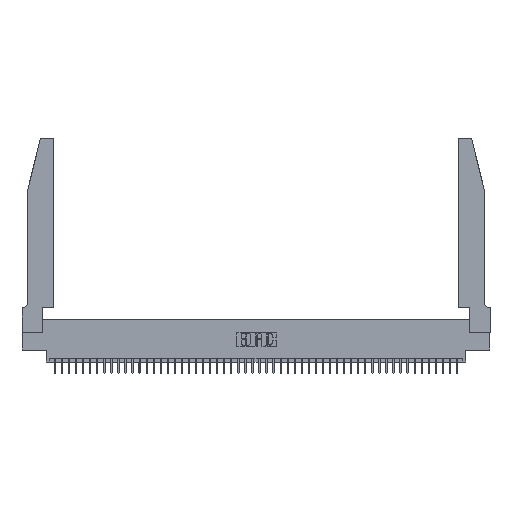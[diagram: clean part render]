
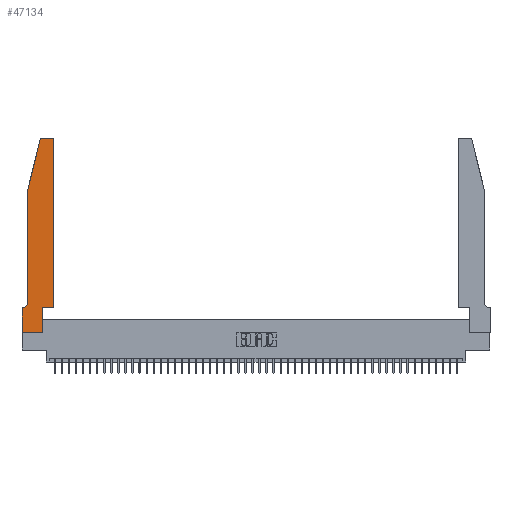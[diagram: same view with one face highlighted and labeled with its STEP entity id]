
A CAD part, top view. The second image highlights one B-rep face of the part: STEP entity #47134.
In plain terms, the highlighted planar face has unit normal (0, 0, 1).
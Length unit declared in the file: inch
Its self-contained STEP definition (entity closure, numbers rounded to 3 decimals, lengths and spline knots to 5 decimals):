
#165 = DIRECTION ( 'NONE',  ( 0., 0., 1. ) ) ;
#248 = ORIENTED_EDGE ( 'NONE', *, *, #8138, .T. ) ;
#602 = CARTESIAN_POINT ( 'NONE',  ( 0.2865, 0., 0.37 ) ) ;
#1228 = CARTESIAN_POINT ( 'NONE',  ( 0.0755, 2., 0.37 ) ) ;
#1435 = CARTESIAN_POINT ( 'NONE',  ( 0.0755, 2., 0.37 ) ) ;
#1603 = ORIENTED_EDGE ( 'NONE', *, *, #4050, .T. ) ;
#1824 = ORIENTED_EDGE ( 'NONE', *, *, #41727, .T. ) ;
#1874 = CARTESIAN_POINT ( 'NONE',  ( 0.25487, 2.72718, 0.37 ) ) ;
#2460 = LINE ( 'NONE', #13024, #21109 ) ;
#3106 = LINE ( 'NONE', #39507, #31740 ) ;
#3114 = CARTESIAN_POINT ( 'NONE',  ( 0.0055, 0.42, 0.37 ) ) ;
#3291 = VERTEX_POINT ( 'NONE', #31370 ) ;
#3432 = DIRECTION ( 'NONE',  ( -1., 0., 0. ) ) ;
#3588 = EDGE_LOOP ( 'NONE', ( #1824, #42309, #1603, #35558, #35333, #5681, #16573, #48180, #12000, #26313, #248, #13648 ) ) ;
#3819 = LINE ( 'NONE', #27005, #34196 ) ;
#3957 = VERTEX_POINT ( 'NONE', #20815 ) ;
#4050 = EDGE_CURVE ( 'NONE', #39055, #19141, #29505, .T. ) ;
#4075 = DIRECTION ( 'NONE',  ( 1., 0., 0. ) ) ;
#5061 = EDGE_CURVE ( 'NONE', #3291, #33352, #3106, .T. ) ;
#5681 = ORIENTED_EDGE ( 'NONE', *, *, #18117, .T. ) ;
#6021 = CARTESIAN_POINT ( 'NONE',  ( 0.4505, 2.72, 0.37 ) ) ;
#6502 = DIRECTION ( 'NONE',  ( 1., 0., 0. ) ) ;
#7261 = CARTESIAN_POINT ( 'NONE',  ( 0.284, 2.72, 0.37 ) ) ;
#7848 = CARTESIAN_POINT ( 'NONE',  ( 0.4205, 2.72, 0.37 ) ) ;
#7988 = EDGE_CURVE ( 'NONE', #21483, #39055, #11422, .T. ) ;
#7990 = PLANE ( 'NONE',  #10518 ) ;
#8138 = EDGE_CURVE ( 'NONE', #33352, #36159, #34207, .T. ) ;
#8960 = DIRECTION ( 'NONE',  ( 0., -1., 0. ) ) ;
#10060 = VECTOR ( 'NONE', #15010, 39.37008 ) ;
#10518 = AXIS2_PLACEMENT_3D ( 'NONE', #22683, #165, #4075 ) ;
#10637 = EDGE_CURVE ( 'NONE', #46606, #3957, #2460, .T. ) ;
#11053 = CIRCLE ( 'NONE', #44338, 0.03 ) ;
#11422 = CIRCLE ( 'NONE', #45151, 0.03 ) ;
#11425 = EDGE_CURVE ( 'NONE', #32018, #25398, #24574, .T. ) ;
#11487 = CARTESIAN_POINT ( 'NONE',  ( 0.2865, 0.35, 0.37 ) ) ;
#11956 = VECTOR ( 'NONE', #41492, 39.37008 ) ;
#12000 = ORIENTED_EDGE ( 'NONE', *, *, #30750, .T. ) ;
#12683 = EDGE_CURVE ( 'NONE', #19141, #32018, #24297, .T. ) ;
#13024 = CARTESIAN_POINT ( 'NONE',  ( 0., 0., 0.37 ) ) ;
#13494 = EDGE_CURVE ( 'NONE', #3957, #16158, #30649, .T. ) ;
#13648 = ORIENTED_EDGE ( 'NONE', *, *, #36508, .T. ) ;
#15010 = DIRECTION ( 'NONE',  ( -1., 0., 0. ) ) ;
#15055 = DIRECTION ( 'NONE',  ( 0., 1., 0. ) ) ;
#15201 = DIRECTION ( 'NONE',  ( 0., 1., 0. ) ) ;
#15688 = CARTESIAN_POINT ( 'NONE',  ( 0.4505, 0.35, 0.37 ) ) ;
#16158 = VERTEX_POINT ( 'NONE', #602 ) ;
#16295 = CARTESIAN_POINT ( 'NONE',  ( 0., 0.35, 0.37 ) ) ;
#16573 = ORIENTED_EDGE ( 'NONE', *, *, #10637, .T. ) ;
#18117 = EDGE_CURVE ( 'NONE', #25398, #46606, #3819, .T. ) ;
#18776 = CARTESIAN_POINT ( 'NONE',  ( 0.2605, 2.75, 0.37 ) ) ;
#19021 = VECTOR ( 'NONE', #24051, 39.37008 ) ;
#19141 = VERTEX_POINT ( 'NONE', #25602 ) ;
#19984 = LINE ( 'NONE', #18776, #10060 ) ;
#20101 = DIRECTION ( 'NONE',  ( 1., 0., 0. ) ) ;
#20697 = CARTESIAN_POINT ( 'NONE',  ( 0.4205, 2.75, 0.37 ) ) ;
#20815 = CARTESIAN_POINT ( 'NONE',  ( 0., 0., 0.37 ) ) ;
#20816 = AXIS2_PLACEMENT_3D ( 'NONE', #3114, #47823, #3432 ) ;
#21109 = VECTOR ( 'NONE', #8960, 39.37008 ) ;
#21287 = VECTOR ( 'NONE', #15055, 39.37008 ) ;
#21483 = VERTEX_POINT ( 'NONE', #41066 ) ;
#22683 = CARTESIAN_POINT ( 'NONE',  ( 0., 0.35, 0.37 ) ) ;
#24051 = DIRECTION ( 'NONE',  ( 0., -1., 0. ) ) ;
#24297 = LINE ( 'NONE', #1228, #19021 ) ;
#24574 = CIRCLE ( 'NONE', #20816, 0.07 ) ;
#25398 = VERTEX_POINT ( 'NONE', #39699 ) ;
#25602 = CARTESIAN_POINT ( 'NONE',  ( 0.0755, 2., 0.37 ) ) ;
#26313 = ORIENTED_EDGE ( 'NONE', *, *, #5061, .T. ) ;
#26620 = DIRECTION ( 'NONE',  ( 0., 0., 1. ) ) ;
#26637 = LINE ( 'NONE', #11487, #45936 ) ;
#27005 = CARTESIAN_POINT ( 'NONE',  ( 0.0755, 0.35, 0.37 ) ) ;
#29505 = LINE ( 'NONE', #1435, #11956 ) ;
#29634 = DIRECTION ( 'NONE',  ( 0., 0., 1. ) ) ;
#30649 = LINE ( 'NONE', #39802, #44627 ) ;
#30750 = EDGE_CURVE ( 'NONE', #16158, #3291, #26637, .T. ) ;
#31370 = CARTESIAN_POINT ( 'NONE',  ( 0.2865, 0.35, 0.37 ) ) ;
#31740 = VECTOR ( 'NONE', #20101, 39.37008 ) ;
#32018 = VERTEX_POINT ( 'NONE', #42519 ) ;
#33352 = VERTEX_POINT ( 'NONE', #43874 ) ;
#33990 = DIRECTION ( 'NONE',  ( 1., 0., 0. ) ) ;
#34196 = VECTOR ( 'NONE', #45618, 39.37008 ) ;
#34207 = LINE ( 'NONE', #15688, #21287 ) ;
#35333 = ORIENTED_EDGE ( 'NONE', *, *, #11425, .T. ) ;
#35558 = ORIENTED_EDGE ( 'NONE', *, *, #12683, .T. ) ;
#36159 = VERTEX_POINT ( 'NONE', #6021 ) ;
#36401 = FACE_OUTER_BOUND ( 'NONE', #3588, .T. ) ;
#36508 = EDGE_CURVE ( 'NONE', #36159, #38785, #11053, .T. ) ;
#38785 = VERTEX_POINT ( 'NONE', #20697 ) ;
#39055 = VERTEX_POINT ( 'NONE', #1874 ) ;
#39507 = CARTESIAN_POINT ( 'NONE',  ( 0.4505, 0.35, 0.37 ) ) ;
#39699 = CARTESIAN_POINT ( 'NONE',  ( 0.0055, 0.35, 0.37 ) ) ;
#39802 = CARTESIAN_POINT ( 'NONE',  ( 0., 0., 0.37 ) ) ;
#41066 = CARTESIAN_POINT ( 'NONE',  ( 0.284, 2.75, 0.37 ) ) ;
#41492 = DIRECTION ( 'NONE',  ( -0.239, -0.971, 0. ) ) ;
#41727 = EDGE_CURVE ( 'NONE', #38785, #21483, #19984, .T. ) ;
#42309 = ORIENTED_EDGE ( 'NONE', *, *, #7988, .T. ) ;
#42519 = CARTESIAN_POINT ( 'NONE',  ( 0.0755, 0.42, 0.37 ) ) ;
#43874 = CARTESIAN_POINT ( 'NONE',  ( 0.4505, 0.35, 0.37 ) ) ;
#44338 = AXIS2_PLACEMENT_3D ( 'NONE', #7848, #26620, #33990 ) ;
#44627 = VECTOR ( 'NONE', #6502, 39.37008 ) ;
#45151 = AXIS2_PLACEMENT_3D ( 'NONE', #7261, #29634, #48044 ) ;
#45618 = DIRECTION ( 'NONE',  ( -1., 0., 0. ) ) ;
#45936 = VECTOR ( 'NONE', #15201, 39.37008 ) ;
#46606 = VERTEX_POINT ( 'NONE', #16295 ) ;
#47134 = ADVANCED_FACE ( 'NONE', ( #36401 ), #7990, .T. ) ;
#47823 = DIRECTION ( 'NONE',  ( 0., 0., -1. ) ) ;
#48044 = DIRECTION ( 'NONE',  ( 1., 0., 0. ) ) ;
#48180 = ORIENTED_EDGE ( 'NONE', *, *, #13494, .T. ) ;
